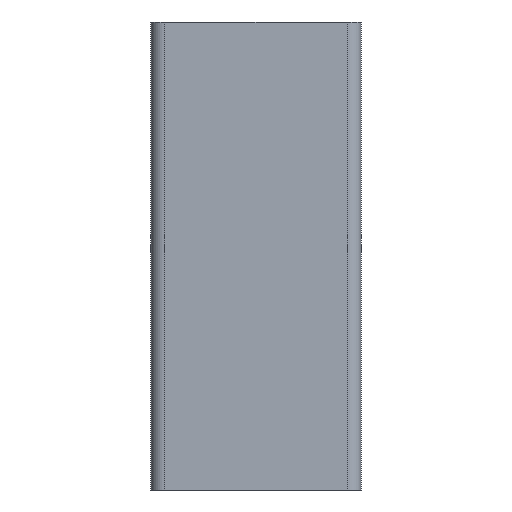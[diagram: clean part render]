
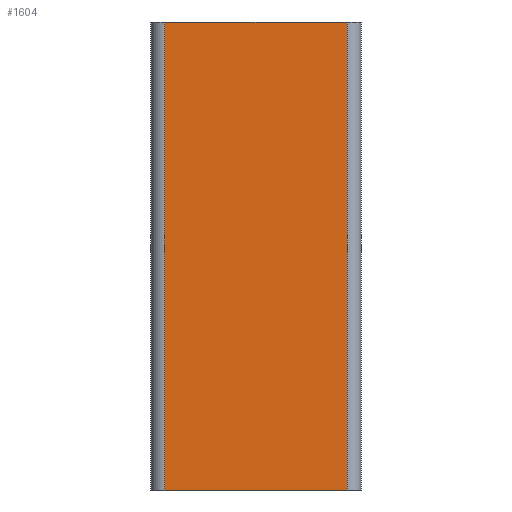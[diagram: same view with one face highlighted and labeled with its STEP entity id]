
A CAD part, left-side view. The second image highlights one B-rep face of the part: STEP entity #1604.
In plain terms, the highlighted planar face has unit normal (-1, 0, 0).
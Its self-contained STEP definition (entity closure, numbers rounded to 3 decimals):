
#1546=CARTESIAN_POINT('',(-11.25,-19.5,100.0));
#1547=VERTEX_POINT('',#1546);
#1555=CARTESIAN_POINT('',(-11.25,-19.5,0.0));
#1556=VERTEX_POINT('',#1555);
#1557=CARTESIAN_POINT('',(-11.25,-19.5,0.0));
#1558=DIRECTION('',(0.0,0.0,1.0));
#1559=VECTOR('',#1558,100.0);
#1560=LINE('',#1557,#1559);
#1561=EDGE_CURVE('',#1556,#1547,#1560,.T.);
#1574=CARTESIAN_POINT('',(-11.25,-19.5,0.0));
#1575=DIRECTION('',(-1.0,0.0,0.0));
#1576=DIRECTION('',(0.0,0.0,1.0));
#1577=AXIS2_PLACEMENT_3D('',#1574,#1575,#1576);
#1578=PLANE('',#1577);
#1579=CARTESIAN_POINT('',(-11.25,19.5,100.0));
#1580=VERTEX_POINT('',#1579);
#1581=CARTESIAN_POINT('',(-11.25,-19.5,100.0));
#1582=DIRECTION('',(0.0,1.0,0.0));
#1583=VECTOR('',#1582,39.0);
#1584=LINE('',#1581,#1583);
#1585=EDGE_CURVE('',#1547,#1580,#1584,.T.);
#1586=ORIENTED_EDGE('',*,*,#1585,.T.);
#1587=CARTESIAN_POINT('',(-11.25,19.5,0.0));
#1588=VERTEX_POINT('',#1587);
#1589=CARTESIAN_POINT('',(-11.25,19.5,0.0));
#1590=DIRECTION('',(0.0,0.0,1.0));
#1591=VECTOR('',#1590,100.0);
#1592=LINE('',#1589,#1591);
#1593=EDGE_CURVE('',#1588,#1580,#1592,.T.);
#1594=ORIENTED_EDGE('',*,*,#1593,.F.);
#1595=CARTESIAN_POINT('',(-11.25,-19.5,0.0));
#1596=DIRECTION('',(0.0,1.0,0.0));
#1597=VECTOR('',#1596,39.0);
#1598=LINE('',#1595,#1597);
#1599=EDGE_CURVE('',#1556,#1588,#1598,.T.);
#1600=ORIENTED_EDGE('',*,*,#1599,.F.);
#1601=ORIENTED_EDGE('',*,*,#1561,.T.);
#1602=EDGE_LOOP('',(#1586,#1594,#1600,#1601));
#1603=FACE_OUTER_BOUND('',#1602,.T.);
#1604=ADVANCED_FACE('',(#1603),#1578,.T.);
